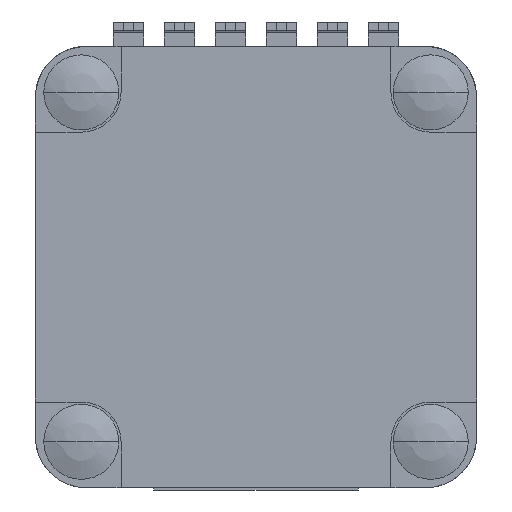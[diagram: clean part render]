
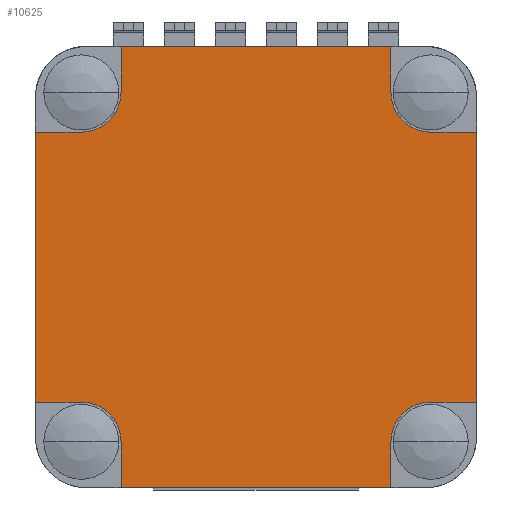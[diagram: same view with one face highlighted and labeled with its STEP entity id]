
A CAD part, front view. The second image highlights one B-rep face of the part: STEP entity #10625.
In plain terms, the highlighted planar face has unit normal (0, -1, 0).
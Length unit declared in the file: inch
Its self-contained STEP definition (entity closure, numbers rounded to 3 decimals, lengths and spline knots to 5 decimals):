
#542=CARTESIAN_POINT('',(-0.3425,-0.408,-0.343));
#543=DIRECTION('',(0.,1.,0.));
#544=DIRECTION('',(0.,0.,1.));
#545=AXIS2_PLACEMENT_3D('',#542,#543,#544);
#556=DIRECTION('',(0.,0.,-1.));
#557=VECTOR('',#556,0.09);
#558=CARTESIAN_POINT('',(0.2645,-0.408,0.432));
#559=LINE('',#558,#557);
#560=DIRECTION('',(-1.,0.,0.));
#561=VECTOR('',#560,0.09);
#562=CARTESIAN_POINT('',(0.4325,-0.408,0.264));
#563=LINE('',#562,#561);
#564=DIRECTION('',(0.,0.,-1.));
#565=VECTOR('',#564,0.529);
#566=CARTESIAN_POINT('',(0.4325,-0.408,0.264));
#567=LINE('',#566,#565);
#568=DIRECTION('',(-1.,0.,0.));
#569=VECTOR('',#568,0.09);
#570=CARTESIAN_POINT('',(0.4325,-0.408,-0.265));
#571=LINE('',#570,#569);
#572=DIRECTION('',(0.,0.,1.));
#573=VECTOR('',#572,0.09);
#574=CARTESIAN_POINT('',(0.2645,-0.408,-0.433));
#575=LINE('',#574,#573);
#576=DIRECTION('',(-1.,0.,0.));
#577=VECTOR('',#576,0.529);
#578=CARTESIAN_POINT('',(0.2645,-0.408,-0.433));
#579=LINE('',#578,#577);
#580=DIRECTION('',(0.,0.,1.));
#581=VECTOR('',#580,0.09);
#582=CARTESIAN_POINT('',(-0.2645,-0.408,-0.433));
#583=LINE('',#582,#581);
#584=DIRECTION('',(1.,0.,0.));
#585=VECTOR('',#584,0.09);
#586=CARTESIAN_POINT('',(-0.4325,-0.408,-0.265));
#587=LINE('',#586,#585);
#588=DIRECTION('',(0.,0.,1.));
#589=VECTOR('',#588,0.529);
#590=CARTESIAN_POINT('',(-0.4325,-0.408,-0.265));
#591=LINE('',#590,#589);
#592=DIRECTION('',(1.,0.,0.));
#593=VECTOR('',#592,0.09);
#594=CARTESIAN_POINT('',(-0.4325,-0.408,0.264));
#595=LINE('',#594,#593);
#596=DIRECTION('',(0.,0.,-1.));
#597=VECTOR('',#596,0.09);
#598=CARTESIAN_POINT('',(-0.2645,-0.408,0.432));
#599=LINE('',#598,#597);
#600=DIRECTION('',(1.,0.,0.));
#601=VECTOR('',#600,0.529);
#602=CARTESIAN_POINT('',(-0.2645,-0.408,0.432));
#603=LINE('',#602,#601);
#608=CARTESIAN_POINT('',(0.3425,-0.408,0.342));
#609=DIRECTION('',(0.,1.,0.));
#610=DIRECTION('',(0.,0.,-1.));
#611=AXIS2_PLACEMENT_3D('',#608,#609,#610);
#677=CARTESIAN_POINT('',(0.3425,-0.408,-0.343));
#678=DIRECTION('',(0.,1.,0.));
#679=DIRECTION('',(-1.,0.,0.));
#680=AXIS2_PLACEMENT_3D('',#677,#678,#679);
#746=CARTESIAN_POINT('',(-0.3425,-0.408,0.342));
#747=DIRECTION('',(0.,1.,0.));
#748=DIRECTION('',(1.,0.,0.));
#749=AXIS2_PLACEMENT_3D('',#746,#747,#748);
#9405=CARTESIAN_POINT('',(-0.2645,-0.408,0.432));
#9406=VERTEX_POINT('',#9405);
#9407=CARTESIAN_POINT('',(0.2645,-0.408,0.432));
#9408=VERTEX_POINT('',#9407);
#9413=CARTESIAN_POINT('',(0.4325,-0.408,-0.265));
#9414=VERTEX_POINT('',#9413);
#9415=CARTESIAN_POINT('',(0.4325,-0.408,0.264));
#9416=VERTEX_POINT('',#9415);
#9421=CARTESIAN_POINT('',(0.2645,-0.408,-0.433));
#9422=VERTEX_POINT('',#9421);
#9423=CARTESIAN_POINT('',(-0.2645,-0.408,-0.433));
#9424=VERTEX_POINT('',#9423);
#9429=CARTESIAN_POINT('',(-0.4325,-0.408,-0.265));
#9430=VERTEX_POINT('',#9429);
#9431=CARTESIAN_POINT('',(-0.4325,-0.408,0.264));
#9432=VERTEX_POINT('',#9431);
#9433=CARTESIAN_POINT('',(0.2645,-0.408,-0.343));
#9435=VERTEX_POINT('',#9433);
#9437=CARTESIAN_POINT('',(0.3425,-0.408,-0.265));
#9439=VERTEX_POINT('',#9437);
#9441=CARTESIAN_POINT('',(0.3425,-0.408,0.264));
#9443=VERTEX_POINT('',#9441);
#9445=CARTESIAN_POINT('',(0.2645,-0.408,0.342));
#9447=VERTEX_POINT('',#9445);
#9449=CARTESIAN_POINT('',(-0.2645,-0.408,0.342));
#9451=VERTEX_POINT('',#9449);
#9453=CARTESIAN_POINT('',(-0.3425,-0.408,0.264));
#9455=VERTEX_POINT('',#9453);
#9457=CARTESIAN_POINT('',(-0.3425,-0.408,-0.265));
#9459=VERTEX_POINT('',#9457);
#9461=CARTESIAN_POINT('',(-0.2645,-0.408,-0.343));
#9463=VERTEX_POINT('',#9461);
#10592=CARTESIAN_POINT('',(0.,-0.408,-0.0005));
#10593=DIRECTION('',(0.,1.,0.));
#10594=DIRECTION('',(0.,0.,-1.));
#10595=AXIS2_PLACEMENT_3D('',#10592,#10593,#10594);
#10596=PLANE('',#10595);
#10598=ORIENTED_EDGE('',*,*,#10597,.T.);
#10600=ORIENTED_EDGE('',*,*,#10599,.F.);
#10602=ORIENTED_EDGE('',*,*,#10601,.F.);
#10603=ORIENTED_EDGE('',*,*,#10370,.T.);
#10605=ORIENTED_EDGE('',*,*,#10604,.T.);
#10607=ORIENTED_EDGE('',*,*,#10606,.F.);
#10609=ORIENTED_EDGE('',*,*,#10608,.F.);
#10610=ORIENTED_EDGE('',*,*,#10456,.T.);
#10612=ORIENTED_EDGE('',*,*,#10611,.T.);
#10613=ORIENTED_EDGE('',*,*,#10557,.F.);
#10614=ORIENTED_EDGE('',*,*,#10580,.F.);
#10615=ORIENTED_EDGE('',*,*,#10136,.T.);
#10617=ORIENTED_EDGE('',*,*,#10616,.T.);
#10619=ORIENTED_EDGE('',*,*,#10618,.F.);
#10621=ORIENTED_EDGE('',*,*,#10620,.F.);
#10622=ORIENTED_EDGE('',*,*,#10230,.T.);
#10623=EDGE_LOOP('',(#10598,#10600,#10602,#10603,#10605,#10607,#10609,#10610,
#10612,#10613,#10614,#10615,#10617,#10619,#10621,#10622));
#10624=FACE_OUTER_BOUND('',#10623,.F.);
#10625=ADVANCED_FACE('',(#10624),#10596,.F.);
#546=CIRCLE('',#545,0.078);
#612=CIRCLE('',#611,0.078);
#681=CIRCLE('',#680,0.078);
#750=CIRCLE('',#749,0.078);
#10136=EDGE_CURVE('',#9430,#9432,#591,.T.);
#10230=EDGE_CURVE('',#9406,#9408,#603,.T.);
#10370=EDGE_CURVE('',#9416,#9414,#567,.T.);
#10456=EDGE_CURVE('',#9422,#9424,#579,.T.);
#10557=EDGE_CURVE('',#9459,#9463,#546,.T.);
#10580=EDGE_CURVE('',#9430,#9459,#587,.T.);
#10597=EDGE_CURVE('',#9408,#9447,#559,.T.);
#10599=EDGE_CURVE('',#9443,#9447,#612,.T.);
#10601=EDGE_CURVE('',#9416,#9443,#563,.T.);
#10604=EDGE_CURVE('',#9414,#9439,#571,.T.);
#10606=EDGE_CURVE('',#9435,#9439,#681,.T.);
#10608=EDGE_CURVE('',#9422,#9435,#575,.T.);
#10611=EDGE_CURVE('',#9424,#9463,#583,.T.);
#10616=EDGE_CURVE('',#9432,#9455,#595,.T.);
#10618=EDGE_CURVE('',#9451,#9455,#750,.T.);
#10620=EDGE_CURVE('',#9406,#9451,#599,.T.);
